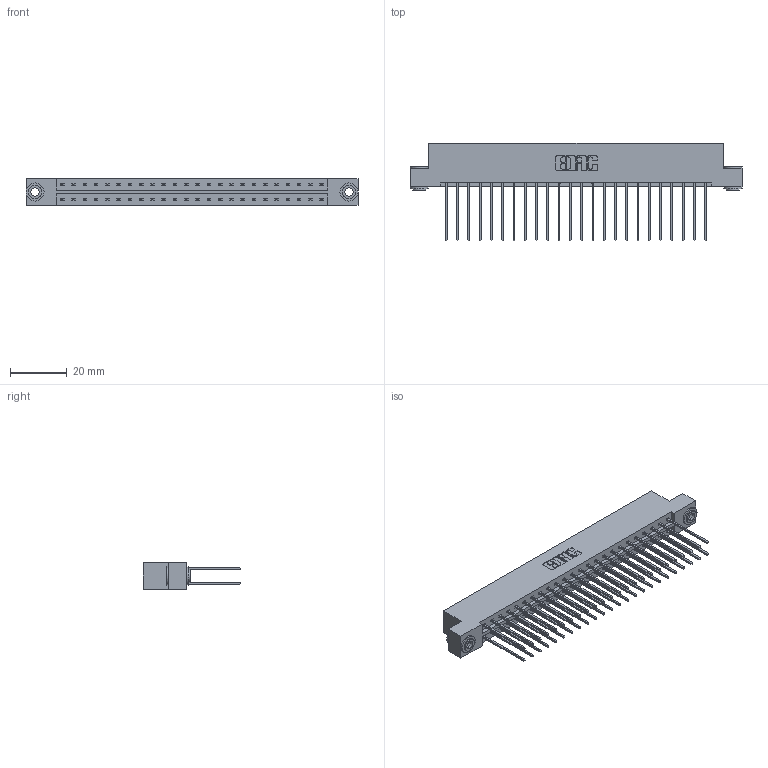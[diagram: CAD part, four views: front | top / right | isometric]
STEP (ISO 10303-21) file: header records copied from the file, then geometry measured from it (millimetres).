
FILE_DESCRIPTION (( 'STEP AP203' ), '1' );
FILE_NAME ('333-048-541-203.STEP', '2018-08-03T23:37:33', ( '' ), ( '' ), 'SwSTEP 2.0', 'SolidWorks 2016', '' );
FILE_SCHEMA (( 'CONFIG_CONTROL_DESIGN' ));
Length unit declared in the file: inch
Products named in the file (4): 333-048-541-203; 333 Part_Flush - .156 Dia - TH; 345-292-001_345-293-141; 345-250-002_345-250-002-102
Assembly tree (51 placements, depth 2):
  333-048-541-203
    333 Part_Flush - .156 Dia - TH
    345-292-001_345-293-141  x48
    345-250-002_345-250-002-102  x2
Bounding box: 116.64 x 34.3 x 9.4 mm (x, y, z)
Volume: 12034.4 mm3; surface area: 15626.4 mm2
Topology: 51 solids, 51 shells, 2648 faces, 7827 edges, 5150 vertices
Faces by surface type: plane 1808, cylinder 832, cone 8
Entity records: 18436 total; most frequent: CARTESIAN_POINT 3053, ORIENTED_EDGE 2982, DIRECTION 2673, EDGE_CURVE 1491, VECTOR 1339, LINE 1339, VERTEX_POINT 990, AXIS2_PLACEMENT_3D 667
